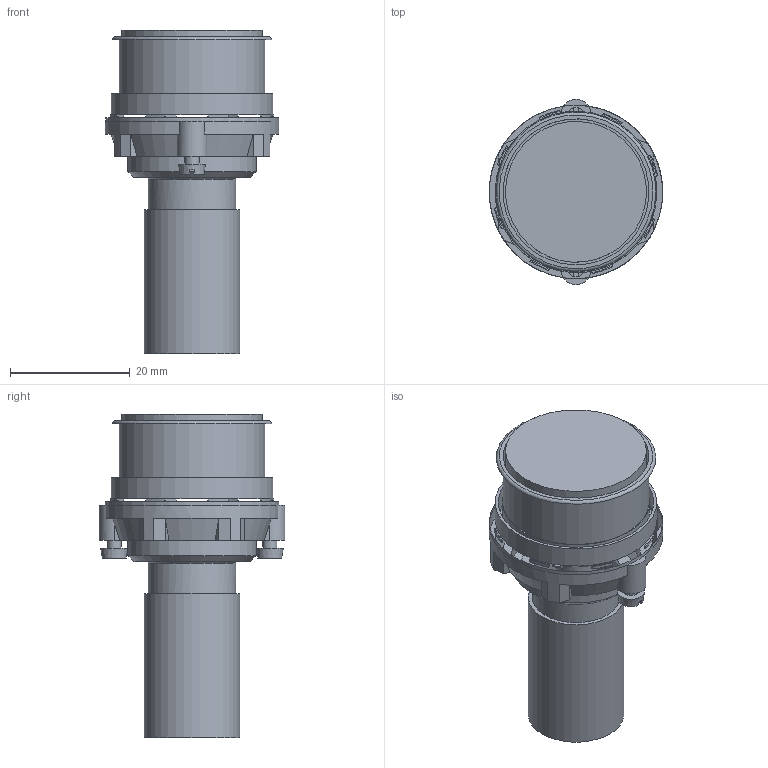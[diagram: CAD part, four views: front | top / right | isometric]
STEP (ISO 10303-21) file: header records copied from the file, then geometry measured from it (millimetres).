
FILE_DESCRIPTION(/* description */ (''),/* implementation_level */ '2;1');
FILE_NAME(/* name */ 'LAKxxU11xxxxxxx.stp',/* time_stamp */ '2025-05-22T13:58:03-05:00',/* author */ ('mroman'),/* organization */ (''),/* preprocessor_version */ 'ST-DEVELOPER v18.1',/* originating_system */ 'Autodesk Inventor 2022',/* authorisation */ '');
FILE_SCHEMA (('AUTOMOTIVE_DESIGN { 1 0 10303 214 3 1 1 }'));
Length unit declared in the file: centimetre
Products named in the file (1): LAKxxU11xxxxxxx
Bounding box: 29 x 31 x 54 mm (x, y, z)
Volume: 12987.8 mm3; surface area: 12551.8 mm2
Topology: 3 solids, 17 shells, 422 faces, 1033 edges, 679 vertices
Faces by surface type: plane 277, cylinder 60, bspline 53, cone 28, torus 4
Full cylindrical faces by diameter (mm): 2.4 x2, 3.1 x2, 7 x1, 13 x1, 13.7 x1, 14.5 x1, 14.6 x3, 14.7 x1, 16 x1, 16.1 x1, 19.8 x1, 21.1 x1, 21.5 x2, 23.55 x1, 24.4 x1, 24.6 x1, 26 x1, 27 x1, 29 x1
Entity records: 12637 total; most frequent: CARTESIAN_POINT 2860, ORIENTED_EDGE 2066, DIRECTION 1852, EDGE_CURVE 1033, VERTEX_POINT 679, LINE 678, VECTOR 678, AXIS2_PLACEMENT_3D 587
